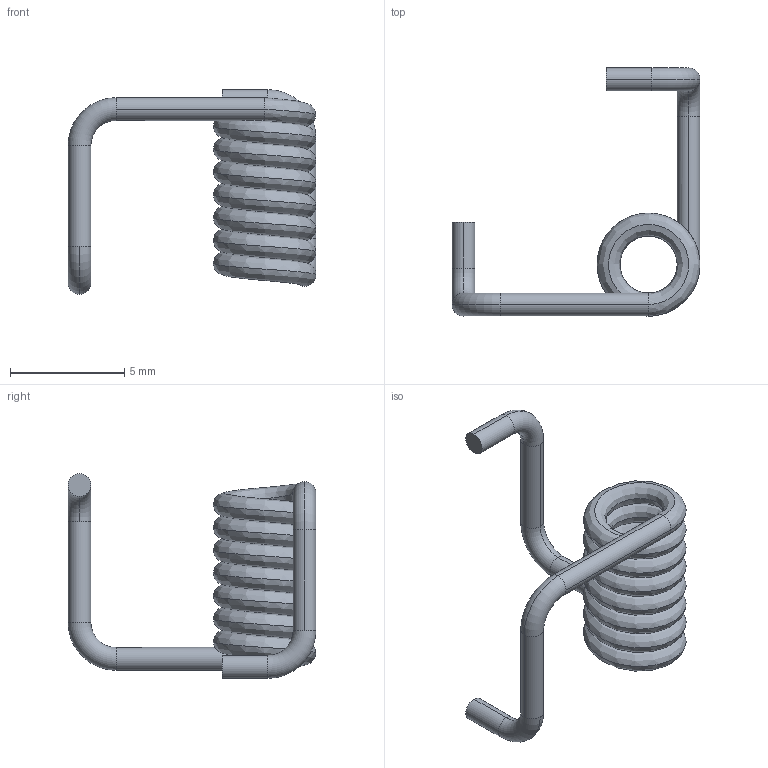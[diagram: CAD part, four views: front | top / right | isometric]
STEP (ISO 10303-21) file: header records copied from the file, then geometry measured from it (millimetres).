
FILE_DESCRIPTION (( 'STEP AP203' ), '1' );
FILE_NAME ('1681.STEP', '2014-07-23T11:35:51', ( '' ), ( '' ), 'SwSTEP 2.0', 'SolidWorks 2014', '' );
FILE_SCHEMA (( 'CONFIG_CONTROL_DESIGN' ));
Length unit declared in the file: millimetre
Products named in the file (1): 1681
Bounding box: 10.85 x 10.85 x 8.95 mm (x, y, z)
Volume: 90.7 mm3; surface area: 363.6 mm2
Topology: 1 solids, 1 shells, 28 faces, 68 edges, 38 vertices
Faces by surface type: cylinder 14, torus 8, bspline 4, plane 2
Entity records: 3467 total; most frequent: CARTESIAN_POINT 2745, DIRECTION 148, ORIENTED_EDGE 136, EDGE_CURVE 68, AXIS2_PLACEMENT_3D 67, CIRCLE 42, VERTEX_POINT 38, ADVANCED_FACE 28
